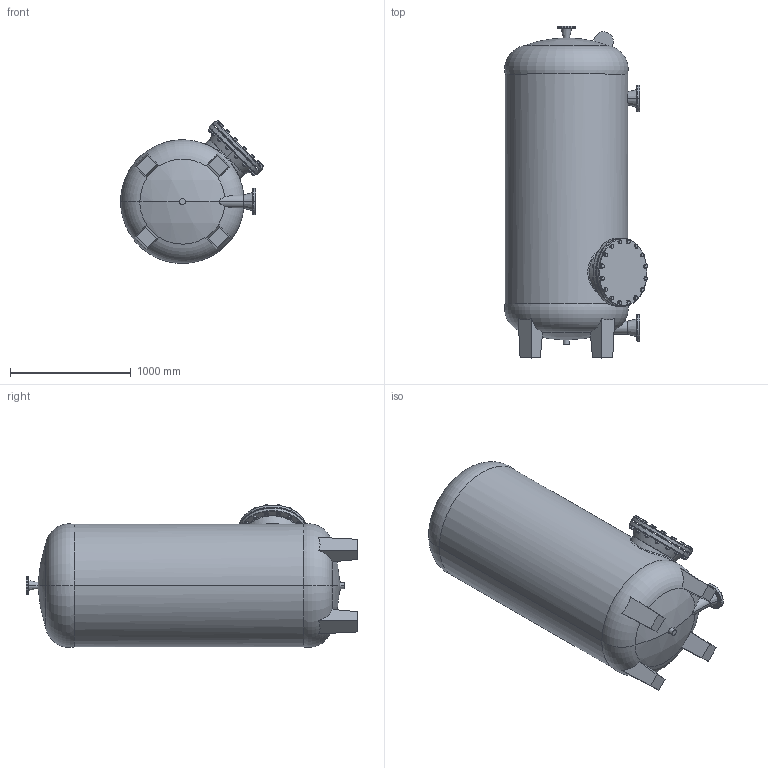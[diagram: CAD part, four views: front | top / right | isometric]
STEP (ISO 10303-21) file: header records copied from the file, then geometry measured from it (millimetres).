
FILE_DESCRIPTION (( 'STEP AP214' ), '1' );
FILE_NAME ('ozon_reactor_100c_.STEP', '2020-11-03T08:40:31', ( '' ), ( '' ), 'SwSTEP 2.0', 'SolidWorks 2019', '' );
FILE_SCHEMA (( 'AUTOMOTIVE_DESIGN' ));
Length unit declared in the file: millimetre
Products named in the file (1): ozon_reactor_100c_
Bounding box: 1182.74 x 2749.74 x 1182.51 mm (x, y, z)
Surface area: 11012106.8 mm2 (no closed solid volume)
Topology: 0 solids, 62 shells, 695 faces, 1654 edges, 1016 vertices
Faces by surface type: plane 271, cone 260, cylinder 116, torus 42, sphere 4, bspline 2
Entity records: 47716 total; most frequent: CARTESIAN_POINT 27102, ORIENTED_EDGE 2990, DIRECTION 1751, EDGE_CURVE 1654, B_SPLINE_CURVE_WITH_KNOTS 1443, VERTEX_POINT 1016, AXIS2_PLACEMENT_3D 846, EDGE_LOOP 744
